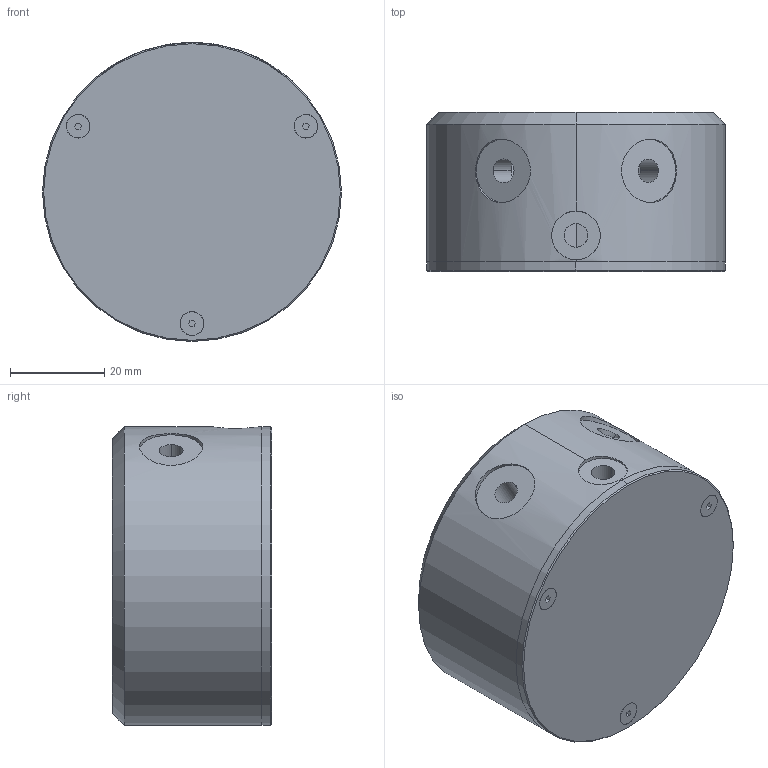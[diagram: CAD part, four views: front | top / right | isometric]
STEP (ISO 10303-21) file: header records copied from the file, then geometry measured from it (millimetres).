
FILE_DESCRIPTION (( 'STEP AP214' ), '1' );
FILE_NAME ('SK-9762 QUAD-20-mt-p_STEP.STEP', '2017-11-13T17:35:30', ( '' ), ( '' ), 'SwSTEP 2.0', 'SolidWorks 2016', '' );
FILE_SCHEMA (( 'AUTOMOTIVE_DESIGN' ));
Length unit declared in the file: millimetre
Products named in the file (1): SK-9762 QUAD-20-mt-p_STEP
Bounding box: 63.5 x 33.78 x 63.5 mm (x, y, z)
Surface area: 19241.2 mm2 (no closed solid volume)
Topology: 0 solids, 8 shells, 67 faces, 187 edges, 132 vertices
Faces by surface type: plane 31, cylinder 26, cone 10
Entity records: 3244 total; most frequent: CARTESIAN_POINT 701, DIRECTION 399, ORIENTED_EDGE 308, EDGE_CURVE 187, AXIS2_PLACEMENT_3D 154, VERTEX_POINT 132, VECTOR 91, LINE 91
